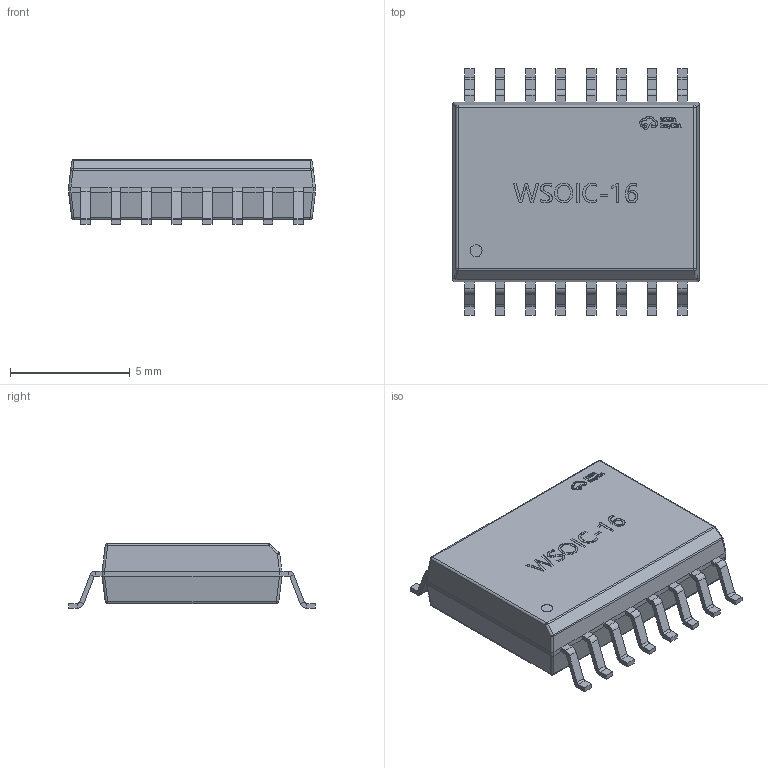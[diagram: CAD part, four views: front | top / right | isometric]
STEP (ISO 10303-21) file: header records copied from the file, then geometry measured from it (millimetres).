
FILE_DESCRIPTION (( 'STEP AP214' ), '1' );
FILE_NAME ('WSOIC-16_L10.3-W7.5-H2.5-LS10.3-P1.27.step', '2022-07-26T09:21:24', ( '' ), ( '' ), 'SwSTEP 2.0', 'SolidWorks 2020', '' );
FILE_SCHEMA (( 'AUTOMOTIVE_DESIGN' ));
Length unit declared in the file: millimetre
Products named in the file (1): WSOIC-16_L10.3-W7.5-H2.5-LS10.3-P1.27
Bounding box: 10.3 x 10.3 x 2.7 mm (x, y, z)
Volume: 189.4 mm3; surface area: 272.9 mm2
Topology: 14 solids, 14 shells, 784 faces, 1864 edges, 1126 vertices
Faces by surface type: plane 525, bspline 160, cylinder 89, sphere 10
Entity records: 34381 total; most frequent: CARTESIAN_POINT 8727, ORIENTED_EDGE 3728, DIRECTION 2928, EDGE_CURVE 1864, VECTOR 1354, LINE 1354, VERTEX_POINT 1126, EDGE_LOOP 814
